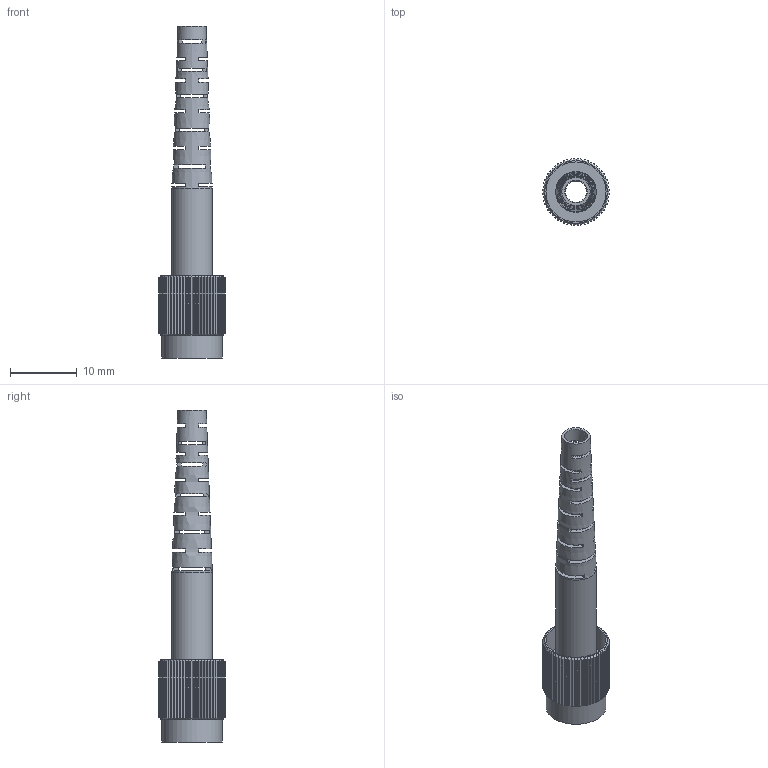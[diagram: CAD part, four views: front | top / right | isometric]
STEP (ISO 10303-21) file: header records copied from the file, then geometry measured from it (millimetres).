
FILE_DESCRIPTION(/* description */ ('STEP AP203'),/* implementation_level */ '2;1');
FILE_NAME(/* name */ '00_P1-305A-FC-1-Step.ipt.step',/* time_stamp */ '2022-11-29T07:47:25+01:00',/* author */ ('admin'),/* organization */ (''),/* preprocessor_version */ 'ST-DEVELOPER v18.1',/* originating_system */ 'Autodesk Inventor 2022',/* authorisation */ '');
FILE_SCHEMA (('AUTOMOTIVE_DESIGN { 1 0 10303 214 3 1 1 }'));
Length unit declared in the file: inch
Products named in the file (1): P1-305A-FC-1-Step
Bounding box: 9.99 x 9.99 x 49.83 mm (x, y, z)
Volume: 607.3 mm3; surface area: 2434.3 mm2
Topology: 3 solids, 3 shells, 289 faces, 858 edges, 570 vertices
Faces by surface type: plane 211, cylinder 72, cone 6
Full cylindrical faces by diameter (mm): 3.175 x1, 3.693 x1, 4.242 x1, 4.369 x1, 4.572 x1, 5.08 x1, 5.232 x1, 5.283 x1, 6.096 x1, 8.255 x1, 9.017 x2
Entity records: 9551 total; most frequent: CARTESIAN_POINT 2310, ORIENTED_EDGE 1716, DIRECTION 1392, EDGE_CURVE 858, VERTEX_POINT 570, AXIS2_PLACEMENT_3D 540, EDGE_LOOP 330, LINE 312
